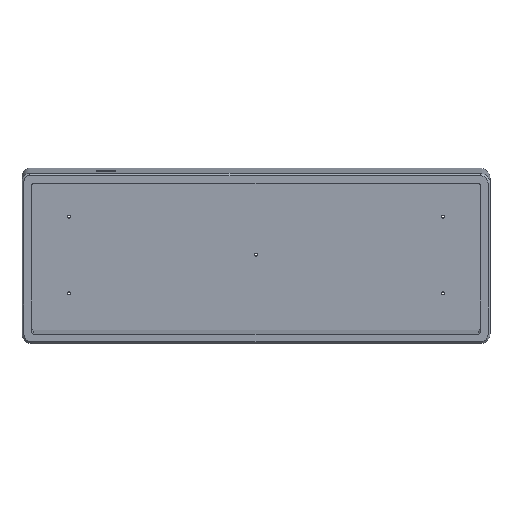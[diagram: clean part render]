
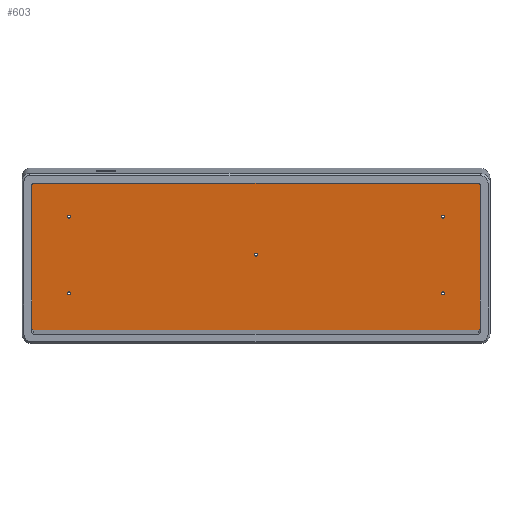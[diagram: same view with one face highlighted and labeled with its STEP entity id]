
A CAD part, top view. The second image highlights one B-rep face of the part: STEP entity #603.
In plain terms, the highlighted planar face has unit normal (0, -0.087, 0.996).
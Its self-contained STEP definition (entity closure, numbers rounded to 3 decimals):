
#249=CARTESIAN_POINT('',(1.,218.806,7.163));
#250=VERTEX_POINT('',#249);
#257=CARTESIAN_POINT('',(228.,218.806,7.163));
#258=VERTEX_POINT('',#257);
#259=CARTESIAN_POINT('',(228.,218.806,7.163));
#260=DIRECTION('',(-1.,-0.,0.));
#261=VECTOR('',#260,227.);
#262=LINE('',#259,#261);
#263=EDGE_CURVE('',#258,#250,#262,.T.);
#482=CARTESIAN_POINT('',(-0.,1.04,-11.889));
#483=DIRECTION('',(0.,-0.087,0.996));
#484=DIRECTION('',(-0.,-0.996,-0.087));
#485=AXIS2_PLACEMENT_3D('',#482,#483,#484);
#486=PLANE('',#485);
#487=CARTESIAN_POINT('',(210.,199.131,5.442));
#488=VERTEX_POINT('',#487);
#489=CARTESIAN_POINT('',(210.,199.879,5.507));
#490=DIRECTION('',(0.,-0.087,0.996));
#491=DIRECTION('',(0.,-0.996,-0.087));
#492=AXIS2_PLACEMENT_3D('',#489,#490,#491);
#493=CIRCLE('',#492,0.75);
#494=EDGE_CURVE('',#488,#488,#493,.T.);
#495=ORIENTED_EDGE('',*,*,#494,.F.);
#496=EDGE_LOOP('',(#495));
#497=FACE_BOUND('',#496,.T.);
#498=CARTESIAN_POINT('',(210.,160.031,2.021));
#499=VERTEX_POINT('',#498);
#500=CARTESIAN_POINT('',(210.,160.778,2.086));
#501=DIRECTION('',(0.,-0.087,0.996));
#502=DIRECTION('',(0.,-0.996,-0.087));
#503=AXIS2_PLACEMENT_3D('',#500,#501,#502);
#504=CIRCLE('',#503,0.75);
#505=EDGE_CURVE('',#499,#499,#504,.T.);
#506=ORIENTED_EDGE('',*,*,#505,.F.);
#507=EDGE_LOOP('',(#506));
#508=FACE_BOUND('',#507,.T.);
#509=ORIENTED_EDGE('',*,*,#263,.T.);
#510=CARTESIAN_POINT('',(-0.,217.81,7.076));
#511=VERTEX_POINT('',#510);
#512=CARTESIAN_POINT('',(1.,217.81,7.076));
#513=DIRECTION('',(0.,-0.087,0.996));
#514=DIRECTION('',(1.,0.,-0.));
#515=AXIS2_PLACEMENT_3D('',#512,#513,#514);
#516=CIRCLE('',#515,1.);
#517=EDGE_CURVE('',#250,#511,#516,.T.);
#518=ORIENTED_EDGE('',*,*,#517,.T.);
#519=CARTESIAN_POINT('',(-0.,142.846,0.517));
#520=VERTEX_POINT('',#519);
#521=CARTESIAN_POINT('',(-0.,217.81,7.076));
#522=DIRECTION('',(0.,-0.996,-0.087));
#523=VECTOR('',#522,75.25);
#524=LINE('',#521,#523);
#525=EDGE_CURVE('',#511,#520,#524,.T.);
#526=ORIENTED_EDGE('',*,*,#525,.T.);
#527=CARTESIAN_POINT('',(1.,141.85,0.43));
#528=VERTEX_POINT('',#527);
#529=CARTESIAN_POINT('',(1.,142.846,0.517));
#530=DIRECTION('',(0.,-0.087,0.996));
#531=DIRECTION('',(1.,0.,-0.));
#532=AXIS2_PLACEMENT_3D('',#529,#530,#531);
#533=CIRCLE('',#532,1.);
#534=EDGE_CURVE('',#520,#528,#533,.T.);
#535=ORIENTED_EDGE('',*,*,#534,.T.);
#536=CARTESIAN_POINT('',(228.,141.85,0.43));
#537=VERTEX_POINT('',#536);
#538=CARTESIAN_POINT('',(1.,141.85,0.43));
#539=DIRECTION('',(1.,0.,-0.));
#540=VECTOR('',#539,227.);
#541=LINE('',#538,#540);
#542=EDGE_CURVE('',#528,#537,#541,.T.);
#543=ORIENTED_EDGE('',*,*,#542,.T.);
#544=CARTESIAN_POINT('',(229.,142.846,0.517));
#545=VERTEX_POINT('',#544);
#546=CARTESIAN_POINT('',(228.,142.846,0.517));
#547=DIRECTION('',(0.,-0.087,0.996));
#548=DIRECTION('',(1.,0.,-0.));
#549=AXIS2_PLACEMENT_3D('',#546,#547,#548);
#550=CIRCLE('',#549,1.);
#551=EDGE_CURVE('',#537,#545,#550,.T.);
#552=ORIENTED_EDGE('',*,*,#551,.T.);
#553=CARTESIAN_POINT('',(229.,217.81,7.076));
#554=VERTEX_POINT('',#553);
#555=CARTESIAN_POINT('',(229.,142.846,0.517));
#556=DIRECTION('',(-0.,0.996,0.087));
#557=VECTOR('',#556,75.25);
#558=LINE('',#555,#557);
#559=EDGE_CURVE('',#545,#554,#558,.T.);
#560=ORIENTED_EDGE('',*,*,#559,.T.);
#561=CARTESIAN_POINT('',(228.,217.81,7.076));
#562=DIRECTION('',(0.,-0.087,0.996));
#563=DIRECTION('',(1.,0.,-0.));
#564=AXIS2_PLACEMENT_3D('',#561,#562,#563);
#565=CIRCLE('',#564,1.);
#566=EDGE_CURVE('',#554,#258,#565,.T.);
#567=ORIENTED_EDGE('',*,*,#566,.T.);
#568=EDGE_LOOP('',(#509,#518,#526,#535,#543,#552,#560,#567));
#569=FACE_BOUND('',#568,.T.);
#570=CARTESIAN_POINT('',(19.,199.131,5.442));
#571=VERTEX_POINT('',#570);
#572=CARTESIAN_POINT('',(19.,199.879,5.507));
#573=DIRECTION('',(-0.,0.087,-0.996));
#574=DIRECTION('',(0.,-0.996,-0.087));
#575=AXIS2_PLACEMENT_3D('',#572,#573,#574);
#576=CIRCLE('',#575,0.75);
#577=EDGE_CURVE('',#571,#571,#576,.T.);
#578=ORIENTED_EDGE('',*,*,#577,.T.);
#579=EDGE_LOOP('',(#578));
#580=FACE_BOUND('',#579,.T.);
#581=CARTESIAN_POINT('',(19.,160.031,2.021));
#582=VERTEX_POINT('',#581);
#583=CARTESIAN_POINT('',(19.,160.778,2.086));
#584=DIRECTION('',(0.,-0.087,0.996));
#585=DIRECTION('',(0.,-0.996,-0.087));
#586=AXIS2_PLACEMENT_3D('',#583,#584,#585);
#587=CIRCLE('',#586,0.75);
#588=EDGE_CURVE('',#582,#582,#587,.T.);
#589=ORIENTED_EDGE('',*,*,#588,.F.);
#590=EDGE_LOOP('',(#589));
#591=FACE_BOUND('',#590,.T.);
#592=CARTESIAN_POINT('',(114.5,179.581,3.731));
#593=VERTEX_POINT('',#592);
#594=CARTESIAN_POINT('',(114.5,180.328,3.796));
#595=DIRECTION('',(0.,-0.087,0.996));
#596=DIRECTION('',(0.,-0.996,-0.087));
#597=AXIS2_PLACEMENT_3D('',#594,#595,#596);
#598=CIRCLE('',#597,0.75);
#599=EDGE_CURVE('',#593,#593,#598,.T.);
#600=ORIENTED_EDGE('',*,*,#599,.F.);
#601=EDGE_LOOP('',(#600));
#602=FACE_BOUND('',#601,.T.);
#603=ADVANCED_FACE('',(#497,#508,#569,#580,#591,#602),#486,.T.);
